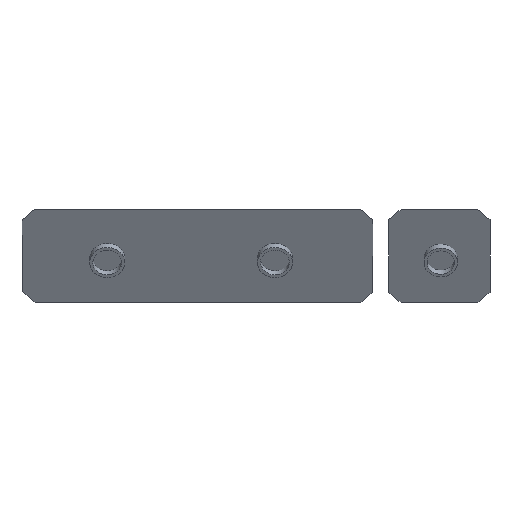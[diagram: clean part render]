
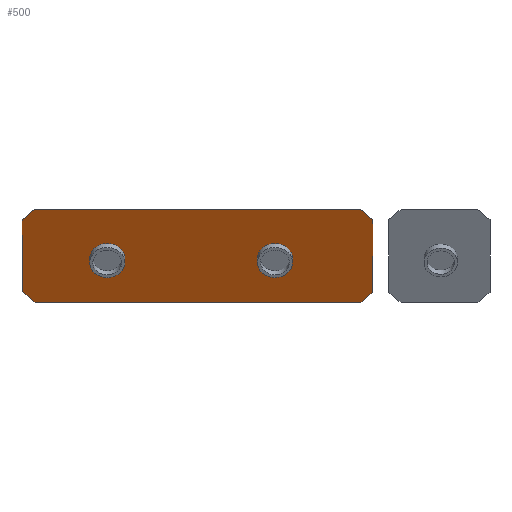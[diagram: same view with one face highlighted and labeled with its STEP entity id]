
A CAD part, front view. The second image highlights one B-rep face of the part: STEP entity #500.
In plain terms, the highlighted planar face has unit normal (0, -0.858, -0.514).
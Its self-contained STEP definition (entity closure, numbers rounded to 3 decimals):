
#20=FACE_BOUND('',#121,.T.);
#21=FACE_BOUND('',#122,.T.);
#36=PLANE('',#533);
#56=B_SPLINE_CURVE_WITH_KNOTS('',3,(#936,#937,#938,#939,#940,#941,#942,
#943,#944,#945,#946,#947,#948,#949,#950,#951,#952,#953,#954,#955,#956,#957,
#958,#959,#960),.UNSPECIFIED.,.T.,.F.,(4,3,3,3,3,3,3,3,4),(0.,0.203,
0.405,0.608,0.81,1.013,
1.063,1.215,1.418),.UNSPECIFIED.);
#57=B_SPLINE_CURVE_WITH_KNOTS('',3,(#980,#981,#982,#983,#984,#985,#986,
#987,#988,#989,#990,#991,#992,#993,#994,#995,#996,#997,#998,#999,#1000,
#1001,#1002,#1003,#1004),.UNSPECIFIED.,.T.,.F.,(4,3,3,3,3,3,3,3,4),(0.,
0.101,0.203,0.405,0.608,
0.81,1.013,1.215,1.418),
 .UNSPECIFIED.);
#85=FACE_OUTER_BOUND('',#120,.T.);
#120=EDGE_LOOP('',(#420,#421,#422,#423,#424,#425,#426,#427));
#121=EDGE_LOOP('',(#428));
#122=EDGE_LOOP('',(#429));
#164=LINE('',#965,#214);
#165=LINE('',#967,#215);
#166=LINE('',#969,#216);
#167=LINE('',#971,#217);
#168=LINE('',#973,#218);
#169=LINE('',#975,#219);
#170=LINE('',#977,#220);
#171=LINE('',#978,#221);
#214=VECTOR('',#606,10.);
#215=VECTOR('',#607,10.);
#216=VECTOR('',#608,10.);
#217=VECTOR('',#609,10.);
#218=VECTOR('',#610,10.);
#219=VECTOR('',#611,10.);
#220=VECTOR('',#612,10.);
#221=VECTOR('',#613,10.);
#263=VERTEX_POINT('',#933);
#264=VERTEX_POINT('',#963);
#265=VERTEX_POINT('',#964);
#266=VERTEX_POINT('',#966);
#267=VERTEX_POINT('',#968);
#268=VERTEX_POINT('',#970);
#269=VERTEX_POINT('',#972);
#270=VERTEX_POINT('',#974);
#271=VERTEX_POINT('',#976);
#272=VERTEX_POINT('',#979);
#319=EDGE_CURVE('',#263,#263,#56,.F.);
#320=EDGE_CURVE('',#264,#265,#164,.T.);
#321=EDGE_CURVE('',#264,#266,#165,.T.);
#322=EDGE_CURVE('',#266,#267,#166,.T.);
#323=EDGE_CURVE('',#267,#268,#167,.T.);
#324=EDGE_CURVE('',#268,#269,#168,.T.);
#325=EDGE_CURVE('',#269,#270,#169,.T.);
#326=EDGE_CURVE('',#271,#270,#170,.T.);
#327=EDGE_CURVE('',#271,#265,#171,.T.);
#328=EDGE_CURVE('',#272,#272,#57,.F.);
#420=ORIENTED_EDGE('',*,*,#320,.F.);
#421=ORIENTED_EDGE('',*,*,#321,.T.);
#422=ORIENTED_EDGE('',*,*,#322,.T.);
#423=ORIENTED_EDGE('',*,*,#323,.T.);
#424=ORIENTED_EDGE('',*,*,#324,.T.);
#425=ORIENTED_EDGE('',*,*,#325,.T.);
#426=ORIENTED_EDGE('',*,*,#326,.F.);
#427=ORIENTED_EDGE('',*,*,#327,.T.);
#428=ORIENTED_EDGE('',*,*,#328,.T.);
#429=ORIENTED_EDGE('',*,*,#319,.T.);
#500=ADVANCED_FACE('',(#85,#20,#21),#36,.F.);
#533=AXIS2_PLACEMENT_3D('',#962,#604,#605);
#604=DIRECTION('center_axis',(0.,0.857,0.514));
#605=DIRECTION('ref_axis',(1.,0.,0.));
#606=DIRECTION('',(-0.707,-0.364,0.606));
#607=DIRECTION('',(1.,0.,0.));
#608=DIRECTION('',(0.707,-0.364,0.606));
#609=DIRECTION('',(0.,-0.514,0.857));
#610=DIRECTION('',(-0.707,-0.364,0.606));
#611=DIRECTION('',(-1.,0.,0.));
#612=DIRECTION('',(0.707,-0.364,0.606));
#613=DIRECTION('',(0.,0.514,-0.857));
#933=CARTESIAN_POINT('',(-19.063,45.233,12.414));
#936=CARTESIAN_POINT('Ctrl Pts',(-19.063,45.233,12.414));
#937=CARTESIAN_POINT('Ctrl Pts',(-18.39,45.233,12.414));
#938=CARTESIAN_POINT('Ctrl Pts',(-17.721,45.068,12.69));
#939=CARTESIAN_POINT('Ctrl Pts',(-17.303,44.798,13.139));
#940=CARTESIAN_POINT('Ctrl Pts',(-16.885,44.528,13.589));
#941=CARTESIAN_POINT('Ctrl Pts',(-16.718,44.154,14.212));
#942=CARTESIAN_POINT('Ctrl Pts',(-16.867,43.818,14.773));
#943=CARTESIAN_POINT('Ctrl Pts',(-17.016,43.481,15.334));
#944=CARTESIAN_POINT('Ctrl Pts',(-17.481,43.181,15.834));
#945=CARTESIAN_POINT('Ctrl Pts',(-18.086,43.031,16.083));
#946=CARTESIAN_POINT('Ctrl Pts',(-18.691,42.882,16.333));
#947=CARTESIAN_POINT('Ctrl Pts',(-19.437,42.882,16.333));
#948=CARTESIAN_POINT('Ctrl Pts',(-20.041,43.032,16.083));
#949=CARTESIAN_POINT('Ctrl Pts',(-20.645,43.181,15.833));
#950=CARTESIAN_POINT('Ctrl Pts',(-21.107,43.481,15.335));
#951=CARTESIAN_POINT('Ctrl Pts',(-21.259,43.818,14.773));
#952=CARTESIAN_POINT('Ctrl Pts',(-21.296,43.902,14.632));
#953=CARTESIAN_POINT('Ctrl Pts',(-21.315,43.989,14.488));
#954=CARTESIAN_POINT('Ctrl Pts',(-21.314,44.075,14.343));
#955=CARTESIAN_POINT('Ctrl Pts',(-21.312,44.335,13.91));
#956=CARTESIAN_POINT('Ctrl Pts',(-21.138,44.596,13.476));
#957=CARTESIAN_POINT('Ctrl Pts',(-20.824,44.798,13.139));
#958=CARTESIAN_POINT('Ctrl Pts',(-20.405,45.067,12.69));
#959=CARTESIAN_POINT('Ctrl Pts',(-19.737,45.233,12.414));
#960=CARTESIAN_POINT('Ctrl Pts',(-19.063,45.233,12.414));
#962=CARTESIAN_POINT('Origin',(-7.5,43.881,14.667));
#963=CARTESIAN_POINT('',(-28.3,47.483,8.664));
#964=CARTESIAN_POINT('',(-30.,46.608,10.122));
#965=CARTESIAN_POINT('',(-28.3,47.483,8.664));
#966=CARTESIAN_POINT('',(13.4,47.483,8.664));
#967=CARTESIAN_POINT('',(-28.3,47.483,8.664));
#968=CARTESIAN_POINT('',(15.,46.66,10.036));
#969=CARTESIAN_POINT('',(13.4,47.483,8.664));
#970=CARTESIAN_POINT('',(15.,41.103,19.297));
#971=CARTESIAN_POINT('',(15.,46.66,10.036));
#972=CARTESIAN_POINT('',(13.4,40.28,20.669));
#973=CARTESIAN_POINT('',(15.,41.103,19.297));
#974=CARTESIAN_POINT('',(-28.4,40.28,20.669));
#975=CARTESIAN_POINT('',(13.4,40.28,20.669));
#976=CARTESIAN_POINT('',(-30.,41.103,19.297));
#977=CARTESIAN_POINT('',(-30.,41.103,19.297));
#978=CARTESIAN_POINT('',(-30.,41.103,19.297));
#979=CARTESIAN_POINT('',(2.437,45.233,12.414));
#980=CARTESIAN_POINT('Ctrl Pts',(2.437,45.233,12.414));
#981=CARTESIAN_POINT('Ctrl Pts',(2.773,45.233,12.414));
#982=CARTESIAN_POINT('Ctrl Pts',(3.109,45.193,12.48));
#983=CARTESIAN_POINT('Ctrl Pts',(3.412,45.118,12.605));
#984=CARTESIAN_POINT('Ctrl Pts',(3.716,45.043,12.73));
#985=CARTESIAN_POINT('Ctrl Pts',(3.988,44.933,12.913));
#986=CARTESIAN_POINT('Ctrl Pts',(4.197,44.798,13.139));
#987=CARTESIAN_POINT('Ctrl Pts',(4.615,44.527,13.591));
#988=CARTESIAN_POINT('Ctrl Pts',(4.782,44.154,14.212));
#989=CARTESIAN_POINT('Ctrl Pts',(4.633,43.818,14.772));
#990=CARTESIAN_POINT('Ctrl Pts',(4.483,43.481,15.333));
#991=CARTESIAN_POINT('Ctrl Pts',(4.019,43.181,15.833));
#992=CARTESIAN_POINT('Ctrl Pts',(3.414,43.031,16.083));
#993=CARTESIAN_POINT('Ctrl Pts',(2.809,42.881,16.333));
#994=CARTESIAN_POINT('Ctrl Pts',(2.064,42.882,16.333));
#995=CARTESIAN_POINT('Ctrl Pts',(1.459,43.032,16.083));
#996=CARTESIAN_POINT('Ctrl Pts',(0.855,43.181,15.833));
#997=CARTESIAN_POINT('Ctrl Pts',(0.39,43.481,15.334));
#998=CARTESIAN_POINT('Ctrl Pts',(0.24,43.818,14.773));
#999=CARTESIAN_POINT('Ctrl Pts',(0.091,44.154,14.212));
#1000=CARTESIAN_POINT('Ctrl Pts',(0.258,44.528,13.589));
#1001=CARTESIAN_POINT('Ctrl Pts',(0.676,44.798,13.139));
#1002=CARTESIAN_POINT('Ctrl Pts',(1.094,45.068,12.689));
#1003=CARTESIAN_POINT('Ctrl Pts',(1.763,45.233,12.414));
#1004=CARTESIAN_POINT('Ctrl Pts',(2.437,45.233,12.414));
